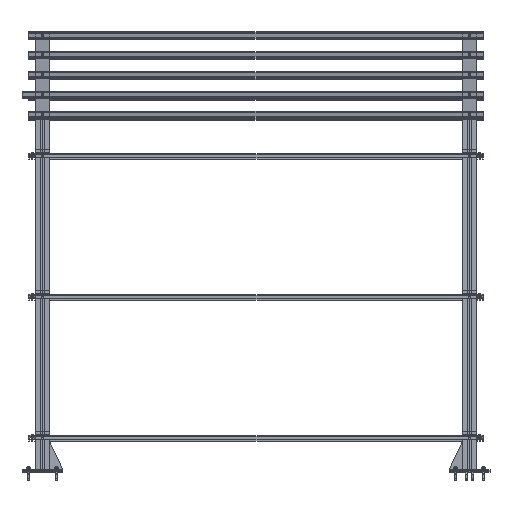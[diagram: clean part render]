
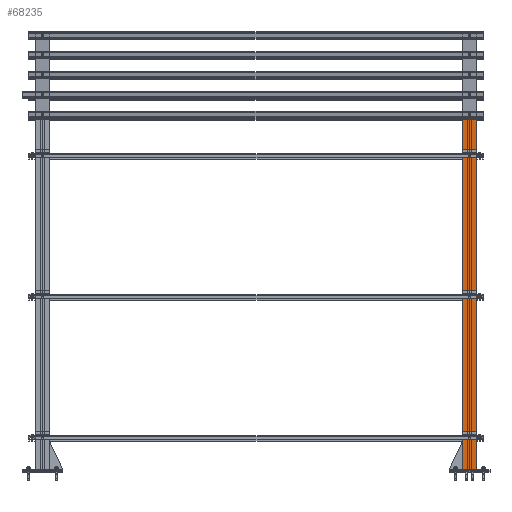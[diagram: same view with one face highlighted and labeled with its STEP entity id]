
A CAD part, top view. The second image highlights one B-rep face of the part: STEP entity #68235.
In plain terms, the highlighted free-form (B-spline) face has degree [1, 1] with [2, 2] control points.
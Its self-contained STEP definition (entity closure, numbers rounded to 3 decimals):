
#68212 = VERTEX_POINT('',#68213);
#68213 = CARTESIAN_POINT('',(-88.953,0.,
    88.953));
#68218 = EDGE_CURVE('',#68219,#68212,#68221,.T.);
#68219 = VERTEX_POINT('',#68220);
#68220 = CARTESIAN_POINT('',(-88.953,4558.822,
    88.953));
#68221 = B_SPLINE_CURVE_WITH_KNOTS('',1,(#68222,#68223),.UNSPECIFIED.,
  .F.,.F.,(2,2),(0.,4100.),.PIECEWISE_BEZIER_KNOTS.);
#68222 = CARTESIAN_POINT('',(-88.953,4558.822,
    88.953));
#68223 = CARTESIAN_POINT('',(-88.953,0.,
    88.953));
#68235 = ADVANCED_FACE('',(#68236),#68258,.F.);
#68236 = FACE_BOUND('',#68237,.T.);
#68237 = EDGE_LOOP('',(#68238,#68245,#68252,#68257));
#68238 = ORIENTED_EDGE('',*,*,#68239,.T.);
#68239 = EDGE_CURVE('',#68212,#68240,#68242,.T.);
#68240 = VERTEX_POINT('',#68241);
#68241 = CARTESIAN_POINT('',(88.953,0.,
    88.953));
#68242 = B_SPLINE_CURVE_WITH_KNOTS('',1,(#68243,#68244),.UNSPECIFIED.,
  .F.,.F.,(2,2),(0.,160.),.PIECEWISE_BEZIER_KNOTS.);
#68243 = CARTESIAN_POINT('',(-88.953,0.,
    88.953));
#68244 = CARTESIAN_POINT('',(88.953,0.,
    88.953));
#68245 = ORIENTED_EDGE('',*,*,#68246,.F.);
#68246 = EDGE_CURVE('',#68247,#68240,#68249,.T.);
#68247 = VERTEX_POINT('',#68248);
#68248 = CARTESIAN_POINT('',(88.953,4558.822,
    88.953));
#68249 = B_SPLINE_CURVE_WITH_KNOTS('',1,(#68250,#68251),.UNSPECIFIED.,
  .F.,.F.,(2,2),(0.,4100.),.PIECEWISE_BEZIER_KNOTS.);
#68250 = CARTESIAN_POINT('',(88.953,4558.822,
    88.953));
#68251 = CARTESIAN_POINT('',(88.953,0.,
    88.953));
#68252 = ORIENTED_EDGE('',*,*,#68253,.F.);
#68253 = EDGE_CURVE('',#68219,#68247,#68254,.T.);
#68254 = B_SPLINE_CURVE_WITH_KNOTS('',1,(#68255,#68256),.UNSPECIFIED.,
  .F.,.F.,(2,2),(0.,160.),.PIECEWISE_BEZIER_KNOTS.);
#68255 = CARTESIAN_POINT('',(-88.953,4558.822,
    88.953));
#68256 = CARTESIAN_POINT('',(88.953,4558.822,
    88.953));
#68257 = ORIENTED_EDGE('',*,*,#68218,.T.);
#68258 = B_SPLINE_SURFACE_WITH_KNOTS('',1,1,(
    (#68259,#68260)
    ,(#68261,#68262
    )),.UNSPECIFIED.,.F.,.F.,.F.,(2,2),(2,2),(-160.,0.),(-4100.,0.),
  .PIECEWISE_BEZIER_KNOTS.);
#68259 = CARTESIAN_POINT('',(88.953,0.,
    88.953));
#68260 = CARTESIAN_POINT('',(88.953,4558.822,
    88.953));
#68261 = CARTESIAN_POINT('',(-88.953,0.,
    88.953));
#68262 = CARTESIAN_POINT('',(-88.953,4558.822,
    88.953));
